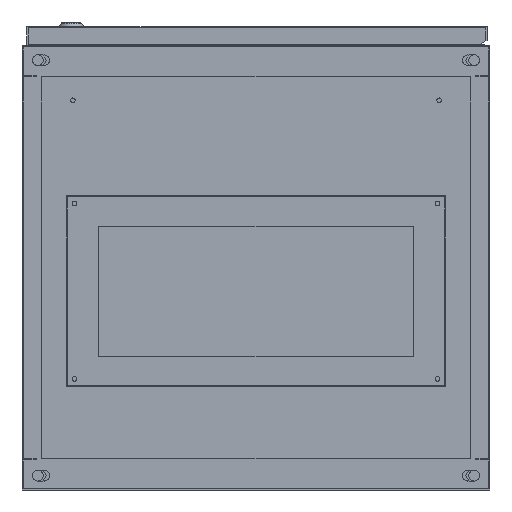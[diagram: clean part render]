
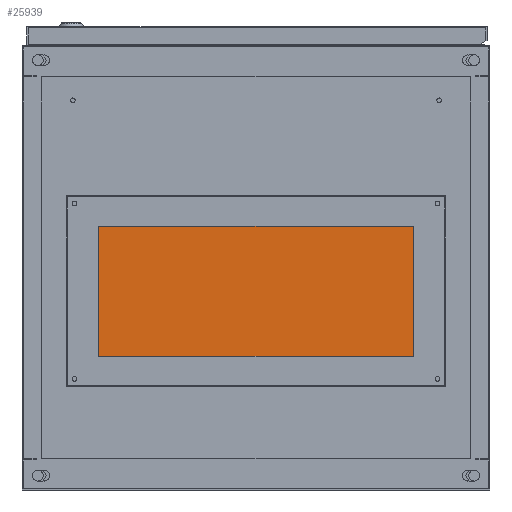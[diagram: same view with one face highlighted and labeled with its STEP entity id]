
A CAD part, front view. The second image highlights one B-rep face of the part: STEP entity #25939.
In plain terms, the highlighted planar face has unit normal (0, -1, 0).
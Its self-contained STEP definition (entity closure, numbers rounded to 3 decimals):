
#913 = CARTESIAN_POINT ( 'NONE',  ( 233., 7., 79.5 ) ) ;
#1029 = AXIS2_PLACEMENT_3D ( 'NONE', #86138, #4579, #46402 ) ;
#1530 = DIRECTION ( 'NONE',  ( 0., -1., 0. ) ) ;
#1775 = VERTEX_POINT ( 'NONE', #53636 ) ;
#3534 = CARTESIAN_POINT ( 'NONE',  ( -242., 7., 91. ) ) ;
#4579 = DIRECTION ( 'NONE',  ( 0., -1., 0. ) ) ;
#5772 = DIRECTION ( 'NONE',  ( 0., -1., 0. ) ) ;
#7280 = EDGE_CURVE ( 'NONE', #34972, #54568, #51067, .T. ) ;
#7621 = VERTEX_POINT ( 'NONE', #16461 ) ;
#8846 = FACE_BOUND ( 'NONE', #89517, .T. ) ;
#9282 = DIRECTION ( 'NONE',  ( 0., 0., -1. ) ) ;
#9380 = DIRECTION ( 'NONE',  ( 0., -1., 0. ) ) ;
#10087 = ORIENTED_EDGE ( 'NONE', *, *, #14030, .F. ) ;
#10617 = EDGE_CURVE ( 'NONE', #91909, #45159, #73022, .T. ) ;
#10970 = CIRCLE ( 'NONE', #31076, 3. ) ;
#11722 = CARTESIAN_POINT ( 'NONE',  ( 233., 7., -139.5 ) ) ;
#12904 = CARTESIAN_POINT ( 'NONE',  ( 242., 7., 91. ) ) ;
#14030 = EDGE_CURVE ( 'NONE', #54568, #34972, #89483, .T. ) ;
#14750 = CARTESIAN_POINT ( 'NONE',  ( 0., 7., 0. ) ) ;
#14980 = CARTESIAN_POINT ( 'NONE',  ( -233., 7., 82.5 ) ) ;
#15023 = CARTESIAN_POINT ( 'NONE',  ( -243.5, 7., -151. ) ) ;
#15237 = EDGE_CURVE ( 'NONE', #41313, #82460, #24386, .T. ) ;
#16271 = ORIENTED_EDGE ( 'NONE', *, *, #15237, .F. ) ;
#16461 = CARTESIAN_POINT ( 'NONE',  ( 242., 7., -151. ) ) ;
#17123 = DIRECTION ( 'NONE',  ( 0., -1., 0. ) ) ;
#17189 = DIRECTION ( 'NONE',  ( 0., -1., 0. ) ) ;
#17958 = CARTESIAN_POINT ( 'NONE',  ( -233., 7., -145.5 ) ) ;
#18636 = AXIS2_PLACEMENT_3D ( 'NONE', #14980, #48919, #31699 ) ;
#19206 = LINE ( 'NONE', #49581, #74470 ) ;
#20744 = EDGE_LOOP ( 'NONE', ( #23819, #24138, #87250, #25511 ) ) ;
#21631 = DIRECTION ( 'NONE',  ( 0., -1., 0. ) ) ;
#23819 = ORIENTED_EDGE ( 'NONE', *, *, #33160, .T. ) ;
#24138 = ORIENTED_EDGE ( 'NONE', *, *, #74107, .T. ) ;
#24386 = CIRCLE ( 'NONE', #59325, 3. ) ;
#24851 = CARTESIAN_POINT ( 'NONE',  ( 233., 7., -145.5 ) ) ;
#25511 = ORIENTED_EDGE ( 'NONE', *, *, #72111, .T. ) ;
#25558 = CARTESIAN_POINT ( 'NONE',  ( 233., 7., 82.5 ) ) ;
#25939 = ADVANCED_FACE ( 'NONE', ( #80471, #8846, #29389, #61226, #86385 ), #96730, .T. ) ;
#26597 = DIRECTION ( 'NONE',  ( 0., 0., -1. ) ) ;
#26958 = EDGE_CURVE ( 'NONE', #82460, #41313, #73140, .T. ) ;
#27336 = CARTESIAN_POINT ( 'NONE',  ( 242., 7., -152.5 ) ) ;
#27969 = AXIS2_PLACEMENT_3D ( 'NONE', #77392, #5772, #37640 ) ;
#29389 = FACE_BOUND ( 'NONE', #90292, .T. ) ;
#29499 = EDGE_CURVE ( 'NONE', #47854, #7621, #89595, .T. ) ;
#31076 = AXIS2_PLACEMENT_3D ( 'NONE', #39209, #71075, #85085 ) ;
#31651 = ORIENTED_EDGE ( 'NONE', *, *, #73923, .F. ) ;
#31699 = DIRECTION ( 'NONE',  ( 0., 0., -1. ) ) ;
#33160 = EDGE_CURVE ( 'NONE', #73931, #84090, #36386, .T. ) ;
#33304 = VECTOR ( 'NONE', #70903, 1000. ) ;
#34020 = VECTOR ( 'NONE', #92905, 1000. ) ;
#34466 = EDGE_CURVE ( 'NONE', #98609, #1775, #96042, .T. ) ;
#34972 = VERTEX_POINT ( 'NONE', #11722 ) ;
#36386 = LINE ( 'NONE', #84538, #34020 ) ;
#36663 = ORIENTED_EDGE ( 'NONE', *, *, #26958, .F. ) ;
#36984 = CIRCLE ( 'NONE', #18636, 3. ) ;
#37640 = DIRECTION ( 'NONE',  ( 0., 0., -1. ) ) ;
#39209 = CARTESIAN_POINT ( 'NONE',  ( -233., 7., -142.5 ) ) ;
#39482 = EDGE_LOOP ( 'NONE', ( #10087, #42628 ) ) ;
#41313 = VERTEX_POINT ( 'NONE', #913 ) ;
#41740 = DIRECTION ( 'NONE',  ( 0., 0., -1. ) ) ;
#42244 = DIRECTION ( 'NONE',  ( 0., 0., -1. ) ) ;
#42628 = ORIENTED_EDGE ( 'NONE', *, *, #7280, .F. ) ;
#45159 = VERTEX_POINT ( 'NONE', #17958 ) ;
#46402 = DIRECTION ( 'NONE',  ( 0., 0., -1. ) ) ;
#47854 = VERTEX_POINT ( 'NONE', #71868 ) ;
#48919 = DIRECTION ( 'NONE',  ( 0., -1., 0. ) ) ;
#49092 = CARTESIAN_POINT ( 'NONE',  ( 233., 7., -142.5 ) ) ;
#49581 = CARTESIAN_POINT ( 'NONE',  ( -242., 7., -152.5 ) ) ;
#51067 = CIRCLE ( 'NONE', #1029, 3. ) ;
#53636 = CARTESIAN_POINT ( 'NONE',  ( -233., 7., 85.5 ) ) ;
#54568 = VERTEX_POINT ( 'NONE', #24851 ) ;
#54615 = AXIS2_PLACEMENT_3D ( 'NONE', #14750, #17189, #101066 ) ;
#57160 = DIRECTION ( 'NONE',  ( 0., 0., 1. ) ) ;
#59325 = AXIS2_PLACEMENT_3D ( 'NONE', #25558, #9380, #26597 ) ;
#60206 = ORIENTED_EDGE ( 'NONE', *, *, #10617, .F. ) ;
#61041 = AXIS2_PLACEMENT_3D ( 'NONE', #49092, #1530, #42244 ) ;
#61226 = FACE_BOUND ( 'NONE', #39482, .T. ) ;
#64214 = CARTESIAN_POINT ( 'NONE',  ( -233., 7., -139.5 ) ) ;
#65001 = LINE ( 'NONE', #27336, #95924 ) ;
#70903 = DIRECTION ( 'NONE',  ( 1., 0., 0. ) ) ;
#71075 = DIRECTION ( 'NONE',  ( 0., -1., 0. ) ) ;
#71868 = CARTESIAN_POINT ( 'NONE',  ( -242., 7., -151. ) ) ;
#71997 = EDGE_LOOP ( 'NONE', ( #31651, #60206 ) ) ;
#72111 = EDGE_CURVE ( 'NONE', #7621, #73931, #65001, .T. ) ;
#73022 = CIRCLE ( 'NONE', #27969, 3. ) ;
#73140 = CIRCLE ( 'NONE', #83170, 3. ) ;
#73923 = EDGE_CURVE ( 'NONE', #45159, #91909, #10970, .T. ) ;
#73931 = VERTEX_POINT ( 'NONE', #12904 ) ;
#74107 = EDGE_CURVE ( 'NONE', #84090, #47854, #19206, .T. ) ;
#74470 = VECTOR ( 'NONE', #41740, 1000. ) ;
#77062 = DIRECTION ( 'NONE',  ( 0., 0., -1. ) ) ;
#77392 = CARTESIAN_POINT ( 'NONE',  ( -233., 7., -142.5 ) ) ;
#80471 = FACE_OUTER_BOUND ( 'NONE', #20744, .T. ) ;
#82460 = VERTEX_POINT ( 'NONE', #83650 ) ;
#83170 = AXIS2_PLACEMENT_3D ( 'NONE', #101155, #21631, #77062 ) ;
#83650 = CARTESIAN_POINT ( 'NONE',  ( 233., 7., 85.5 ) ) ;
#84090 = VERTEX_POINT ( 'NONE', #3534 ) ;
#84538 = CARTESIAN_POINT ( 'NONE',  ( -243.5, 7., 91. ) ) ;
#85038 = CARTESIAN_POINT ( 'NONE',  ( -233., 7., 79.5 ) ) ;
#85085 = DIRECTION ( 'NONE',  ( 0., 0., -1. ) ) ;
#85991 = AXIS2_PLACEMENT_3D ( 'NONE', #88770, #17123, #9282 ) ;
#86138 = CARTESIAN_POINT ( 'NONE',  ( 233., 7., -142.5 ) ) ;
#86385 = FACE_BOUND ( 'NONE', #71997, .T. ) ;
#87250 = ORIENTED_EDGE ( 'NONE', *, *, #29499, .T. ) ;
#88770 = CARTESIAN_POINT ( 'NONE',  ( -233., 7., 82.5 ) ) ;
#89483 = CIRCLE ( 'NONE', #61041, 3. ) ;
#89517 = EDGE_LOOP ( 'NONE', ( #93585, #89804 ) ) ;
#89595 = LINE ( 'NONE', #15023, #33304 ) ;
#89804 = ORIENTED_EDGE ( 'NONE', *, *, #101104, .F. ) ;
#90292 = EDGE_LOOP ( 'NONE', ( #16271, #36663 ) ) ;
#91909 = VERTEX_POINT ( 'NONE', #64214 ) ;
#92905 = DIRECTION ( 'NONE',  ( -1., 0., 0. ) ) ;
#93585 = ORIENTED_EDGE ( 'NONE', *, *, #34466, .F. ) ;
#95924 = VECTOR ( 'NONE', #57160, 1000. ) ;
#96042 = CIRCLE ( 'NONE', #85991, 3. ) ;
#96730 = PLANE ( 'NONE',  #54615 ) ;
#98609 = VERTEX_POINT ( 'NONE', #85038 ) ;
#101066 = DIRECTION ( 'NONE',  ( 0., 0., -1. ) ) ;
#101104 = EDGE_CURVE ( 'NONE', #1775, #98609, #36984, .T. ) ;
#101155 = CARTESIAN_POINT ( 'NONE',  ( 233., 7., 82.5 ) ) ;
